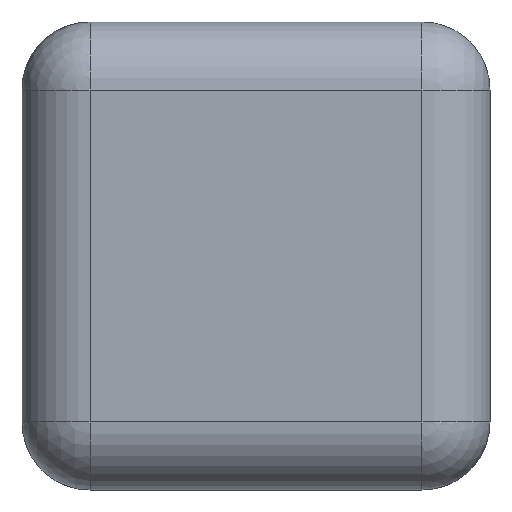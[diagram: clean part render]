
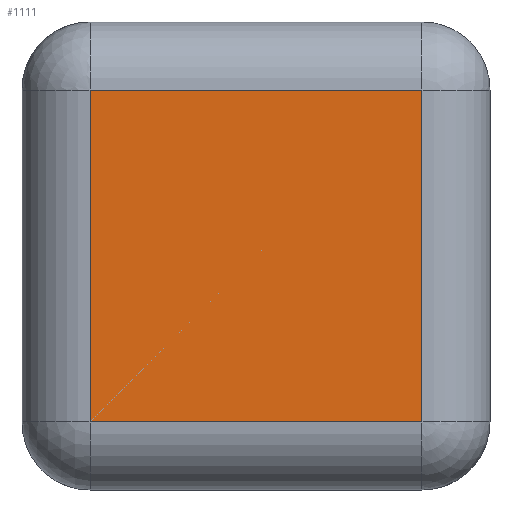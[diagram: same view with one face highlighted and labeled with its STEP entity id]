
A CAD part, left-side view. The second image highlights one B-rep face of the part: STEP entity #1111.
In plain terms, the highlighted planar face has unit normal (-1, 0, 0).
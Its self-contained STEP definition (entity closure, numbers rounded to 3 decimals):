
#1 = CARTESIAN_POINT ( 'NONE',  ( -0.525, -0.195, 0.08 ) ) ;
#7 = DIRECTION ( 'NONE',  ( -1., 0., 0. ) ) ;
#59 = DIRECTION ( 'NONE',  ( 0., 1., 0. ) ) ;
#141 = ORIENTED_EDGE ( 'NONE', *, *, #851, .F. ) ;
#179 = EDGE_CURVE ( 'NONE', #1340, #1065, #771, .T. ) ;
#237 = CARTESIAN_POINT ( 'NONE',  ( -0.525, -0.195, 0.47 ) ) ;
#258 = EDGE_CURVE ( 'NONE', #1164, #1124, #823, .T. ) ;
#291 = CARTESIAN_POINT ( 'NONE',  ( -0.525, -0.195, 0.08 ) ) ;
#411 = VECTOR ( 'NONE', #1345, 1000. ) ;
#415 = ORIENTED_EDGE ( 'NONE', *, *, #258, .F. ) ;
#471 = VECTOR ( 'NONE', #59, 1000. ) ;
#486 = CARTESIAN_POINT ( 'NONE',  ( -0.525, 0.195, 0.08 ) ) ;
#490 = ORIENTED_EDGE ( 'NONE', *, *, #179, .T. ) ;
#502 = CARTESIAN_POINT ( 'NONE',  ( -0.525, -0.195, 0.08 ) ) ;
#631 = CARTESIAN_POINT ( 'NONE',  ( -0.525, 0.195, 0.08 ) ) ;
#656 = CARTESIAN_POINT ( 'NONE',  ( -0.525, 0.195, 0.47 ) ) ;
#664 = CARTESIAN_POINT ( 'NONE',  ( -0.525, -0.195, 0.47 ) ) ;
#771 = LINE ( 'NONE', #664, #848 ) ;
#806 = DIRECTION ( 'NONE',  ( 0., 1., 0. ) ) ;
#813 = FACE_OUTER_BOUND ( 'NONE', #940, .T. ) ;
#823 = LINE ( 'NONE', #291, #471 ) ;
#848 = VECTOR ( 'NONE', #1096, 1000. ) ;
#851 = EDGE_CURVE ( 'NONE', #1124, #1065, #1117, .T. ) ;
#903 = DIRECTION ( 'NONE',  ( 0., 0., 1. ) ) ;
#940 = EDGE_LOOP ( 'NONE', ( #490, #141, #415, #1370 ) ) ;
#1057 = VECTOR ( 'NONE', #903, 1000. ) ;
#1065 = VERTEX_POINT ( 'NONE', #656 ) ;
#1096 = DIRECTION ( 'NONE',  ( 0., 1., 0. ) ) ;
#1111 = ADVANCED_FACE ( 'NONE', ( #813 ), #1249, .T. ) ;
#1117 = LINE ( 'NONE', #486, #1057 ) ;
#1124 = VERTEX_POINT ( 'NONE', #631 ) ;
#1164 = VERTEX_POINT ( 'NONE', #1 ) ;
#1184 = AXIS2_PLACEMENT_3D ( 'NONE', #1258, #7, #806 ) ;
#1209 = LINE ( 'NONE', #502, #411 ) ;
#1249 = PLANE ( 'NONE',  #1184 ) ;
#1258 = CARTESIAN_POINT ( 'NONE',  ( -0.525, -0.275, 0. ) ) ;
#1340 = VERTEX_POINT ( 'NONE', #237 ) ;
#1345 = DIRECTION ( 'NONE',  ( 0., 0., 1. ) ) ;
#1363 = EDGE_CURVE ( 'NONE', #1164, #1340, #1209, .T. ) ;
#1370 = ORIENTED_EDGE ( 'NONE', *, *, #1363, .T. ) ;
